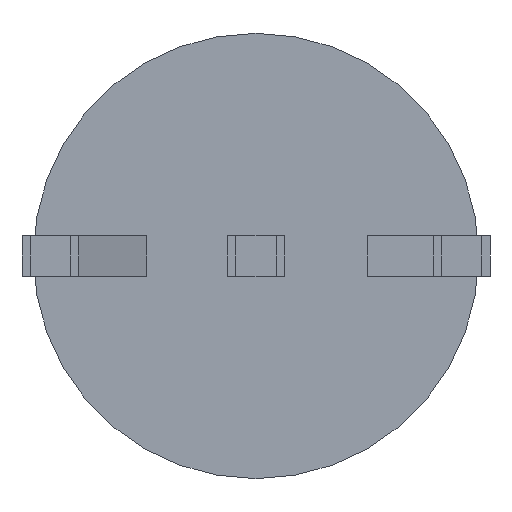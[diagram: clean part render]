
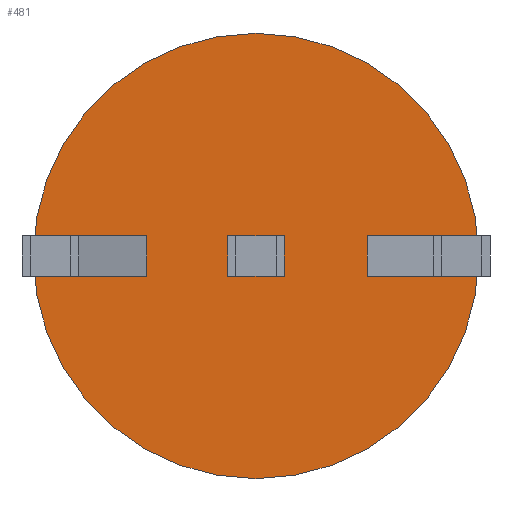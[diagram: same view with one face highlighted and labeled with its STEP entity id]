
A CAD part, front view. The second image highlights one B-rep face of the part: STEP entity #481.
In plain terms, the highlighted planar face has unit normal (0, -1, 0).
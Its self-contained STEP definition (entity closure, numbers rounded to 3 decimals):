
#22 = CIRCLE ( 'NONE', #853, 2.75 ) ;
#69 = CARTESIAN_POINT ( 'NONE',  ( 0., 0., -2.75 ) ) ;
#94 = DIRECTION ( 'NONE',  ( 0., 1., 0. ) ) ;
#277 = PLANE ( 'NONE',  #1843 ) ;
#481 = ADVANCED_FACE ( 'NONE', ( #593 ), #277, .F. ) ;
#559 = DIRECTION ( 'NONE',  ( 0., 1., 0. ) ) ;
#593 = FACE_OUTER_BOUND ( 'NONE', #1667, .T. ) ;
#853 = AXIS2_PLACEMENT_3D ( 'NONE', #1287, #559, #1062 ) ;
#879 = DIRECTION ( 'NONE',  ( 0., 0., 1. ) ) ;
#908 = ORIENTED_EDGE ( 'NONE', *, *, #973, .F. ) ;
#925 = ORIENTED_EDGE ( 'NONE', *, *, #1320, .F. ) ;
#973 = EDGE_CURVE ( 'NONE', #1771, #1107, #22, .T. ) ;
#1062 = DIRECTION ( 'NONE',  ( 0., 0., 1. ) ) ;
#1107 = VERTEX_POINT ( 'NONE', #1393 ) ;
#1287 = CARTESIAN_POINT ( 'NONE',  ( 0., 0., 0. ) ) ;
#1312 = AXIS2_PLACEMENT_3D ( 'NONE', #1333, #2006, #1828 ) ;
#1320 = EDGE_CURVE ( 'NONE', #1107, #1771, #1380, .T. ) ;
#1333 = CARTESIAN_POINT ( 'NONE',  ( 0., 0., 0. ) ) ;
#1380 = CIRCLE ( 'NONE', #1312, 2.75 ) ;
#1393 = CARTESIAN_POINT ( 'NONE',  ( 0., 0., 2.75 ) ) ;
#1667 = EDGE_LOOP ( 'NONE', ( #908, #925 ) ) ;
#1771 = VERTEX_POINT ( 'NONE', #69 ) ;
#1828 = DIRECTION ( 'NONE',  ( 0., 0., 1. ) ) ;
#1843 = AXIS2_PLACEMENT_3D ( 'NONE', #2072, #94, #879 ) ;
#2006 = DIRECTION ( 'NONE',  ( 0., 1., 0. ) ) ;
#2072 = CARTESIAN_POINT ( 'NONE',  ( 0., 0., 0. ) ) ;
